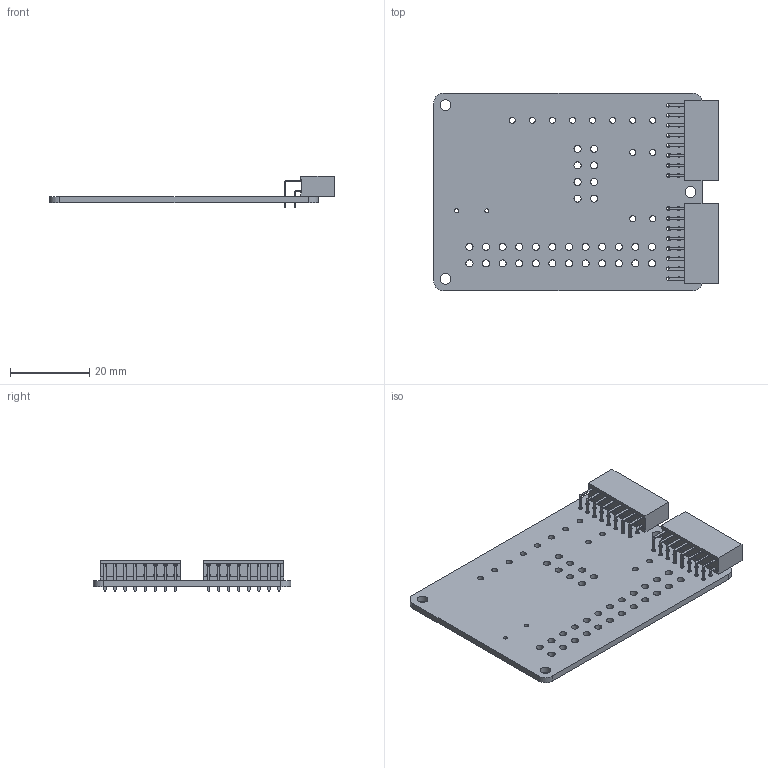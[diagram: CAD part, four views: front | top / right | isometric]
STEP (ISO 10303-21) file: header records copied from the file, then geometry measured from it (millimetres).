
FILE_DESCRIPTION(('KiCad electronic assembly'),'2;1');
FILE_NAME('EleLab_v2_PowerFeed_rev3.step','2019-10-06T14:38:26',( 'An Author'),('A Company'),'Open CASCADE STEP processor 6.9', 'KiCad to STEP converter','Unknown');
FILE_SCHEMA(('AUTOMOTIVE_DESIGN { 1 0 10303 214 1 1 1 1 }'));
Length unit declared in the file: millimetre
Products named in the file (4): Open CASCADE STEP translator 6.9 1; PinSocket_2x08_P2.54mm_Horizontal; SOLID; COMPOUND
Assembly tree (4 placements, depth 3):
  Open CASCADE STEP translator 6.9 1
    PinSocket_2x08_P2.54mm_Horizontal  x2
      SOLID
    COMPOUND
Bounding box: 72.03 x 50 x 7.98 mm (x, y, z)
Volume: 6869.9 mm3; surface area: 9793.2 mm2
Topology: 3 solids, 3 shells, 1231 faces, 3259 edges, 2130 vertices
Faces by surface type: plane 1082, cylinder 149
Full cylindrical faces by diameter (mm): 1 x34, 1.52 x12, 1.8 x32, 2.7 x3
Entity records: 47700 total; most frequent: CARTESIAN_POINT 7301, DIRECTION 6823, LINE 4821, VECTOR 4821, ORIENTED_EDGE 3526, PCURVE 3526, DEFINITIONAL_REPRESENTATION 3526, EDGE_CURVE 1763
